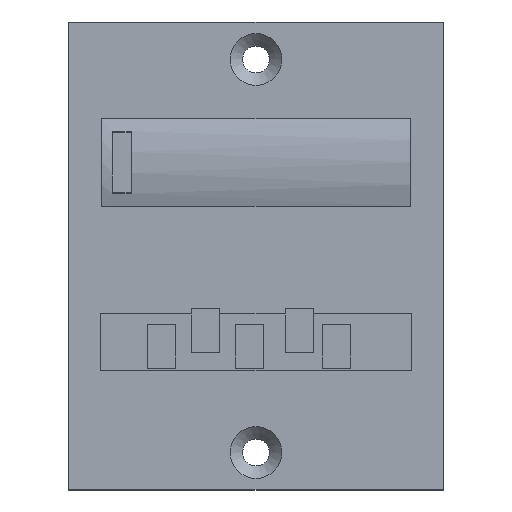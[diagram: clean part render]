
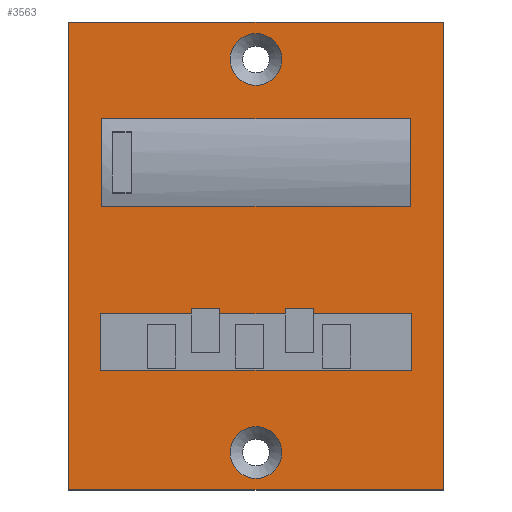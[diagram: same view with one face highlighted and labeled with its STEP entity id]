
A CAD part, top view. The second image highlights one B-rep face of the part: STEP entity #3563.
In plain terms, the highlighted planar face has unit normal (0, 0, 1).
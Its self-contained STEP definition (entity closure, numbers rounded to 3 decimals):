
#48=LINE('',#4633,#342);
#52=LINE('',#4641,#346);
#55=LINE('',#4647,#349);
#57=LINE('',#4650,#351);
#58=LINE('',#4656,#352);
#59=LINE('',#4659,#353);
#60=LINE('',#4661,#354);
#61=LINE('',#4663,#355);
#62=LINE('',#4664,#356);
#63=LINE('',#4667,#357);
#64=LINE('',#4669,#358);
#65=LINE('',#4671,#359);
#342=VECTOR('',#3942,1000.);
#346=VECTOR('',#3948,1000.);
#349=VECTOR('',#3953,1000.);
#351=VECTOR('',#3957,1000.);
#352=VECTOR('',#3964,1000.);
#353=VECTOR('',#3965,1000.);
#354=VECTOR('',#3966,1000.);
#355=VECTOR('',#3967,1000.);
#356=VECTOR('',#3968,1000.);
#357=VECTOR('',#3969,1000.);
#358=VECTOR('',#3970,1000.);
#359=VECTOR('',#3971,1000.);
#658=ORIENTED_EDGE('',*,*,#1334,.T.);
#659=ORIENTED_EDGE('',*,*,#1335,.T.);
#660=ORIENTED_EDGE('',*,*,#1336,.F.);
#661=ORIENTED_EDGE('',*,*,#1337,.T.);
#662=ORIENTED_EDGE('',*,*,#1338,.T.);
#663=ORIENTED_EDGE('',*,*,#1339,.F.);
#664=ORIENTED_EDGE('',*,*,#1340,.F.);
#665=ORIENTED_EDGE('',*,*,#1341,.T.);
#666=ORIENTED_EDGE('',*,*,#1342,.T.);
#667=ORIENTED_EDGE('',*,*,#1343,.F.);
#668=ORIENTED_EDGE('',*,*,#1324,.T.);
#669=ORIENTED_EDGE('',*,*,#1328,.T.);
#670=ORIENTED_EDGE('',*,*,#1331,.T.);
#671=ORIENTED_EDGE('',*,*,#1333,.T.);
#1324=EDGE_CURVE('',#1665,#1664,#48,.T.);
#1328=EDGE_CURVE('',#1664,#1667,#52,.T.);
#1331=EDGE_CURVE('',#1667,#1669,#55,.T.);
#1333=EDGE_CURVE('',#1669,#1665,#57,.T.);
#1334=EDGE_CURVE('',#1670,#1670,#1900,.T.);
#1335=EDGE_CURVE('',#1671,#1671,#1901,.T.);
#1336=EDGE_CURVE('',#1672,#1673,#58,.T.);
#1337=EDGE_CURVE('',#1672,#1674,#59,.T.);
#1338=EDGE_CURVE('',#1674,#1675,#60,.T.);
#1339=EDGE_CURVE('',#1673,#1675,#61,.T.);
#1340=EDGE_CURVE('',#1676,#1677,#62,.T.);
#1341=EDGE_CURVE('',#1676,#1678,#63,.T.);
#1342=EDGE_CURVE('',#1678,#1679,#64,.T.);
#1343=EDGE_CURVE('',#1677,#1679,#65,.T.);
#1664=VERTEX_POINT('',#4632);
#1665=VERTEX_POINT('',#4634);
#1667=VERTEX_POINT('',#4640);
#1669=VERTEX_POINT('',#4646);
#1670=VERTEX_POINT('',#4653);
#1671=VERTEX_POINT('',#4655);
#1672=VERTEX_POINT('',#4657);
#1673=VERTEX_POINT('',#4658);
#1674=VERTEX_POINT('',#4660);
#1675=VERTEX_POINT('',#4662);
#1676=VERTEX_POINT('',#4665);
#1677=VERTEX_POINT('',#4666);
#1678=VERTEX_POINT('',#4668);
#1679=VERTEX_POINT('',#4670);
#1900=CIRCLE('',#3730,4.15);
#1901=CIRCLE('',#3731,4.15);
#1950=EDGE_LOOP('',(#658));
#1951=EDGE_LOOP('',(#659));
#1952=EDGE_LOOP('',(#660,#661,#662,#663));
#1953=EDGE_LOOP('',(#664,#665,#666,#667));
#1954=EDGE_LOOP('',(#668,#669,#670,#671));
#2158=FACE_BOUND('',#1950,.T.);
#2159=FACE_BOUND('',#1951,.T.);
#2160=FACE_BOUND('',#1952,.T.);
#2161=FACE_BOUND('',#1953,.T.);
#2162=FACE_BOUND('',#1954,.T.);
#2362=PLANE('',#3729);
#3563=ADVANCED_FACE('',(#2158,#2159,#2160,#2161,#2162),#2362,.T.);
#3729=AXIS2_PLACEMENT_3D('',#4651,#3958,#3959);
#3730=AXIS2_PLACEMENT_3D('',#4652,#3960,#3961);
#3731=AXIS2_PLACEMENT_3D('',#4654,#3962,#3963);
#3942=DIRECTION('',(-1.,0.,0.));
#3948=DIRECTION('',(0.,-1.,0.));
#3953=DIRECTION('',(1.,0.,0.));
#3957=DIRECTION('',(0.,1.,0.));
#3958=DIRECTION('',(0.,0.,1.));
#3959=DIRECTION('',(1.,0.,0.));
#3960=DIRECTION('',(0.,0.,-1.));
#3961=DIRECTION('',(-1.,0.,0.));
#3962=DIRECTION('',(0.,0.,-1.));
#3963=DIRECTION('',(-1.,0.,0.));
#3964=DIRECTION('',(0.,1.,0.));
#3965=DIRECTION('',(-1.,0.,0.));
#3966=DIRECTION('',(0.,1.,0.));
#3967=DIRECTION('',(-1.,0.,0.));
#3968=DIRECTION('',(0.,1.,0.));
#3969=DIRECTION('',(-1.,0.,0.));
#3970=DIRECTION('',(0.,1.,0.));
#3971=DIRECTION('',(-1.,0.,0.));
#4632=CARTESIAN_POINT('',(-30.,37.5,3.));
#4633=CARTESIAN_POINT('',(30.,37.5,3.));
#4634=CARTESIAN_POINT('',(30.,37.5,3.));
#4640=CARTESIAN_POINT('',(-30.,-37.5,3.));
#4641=CARTESIAN_POINT('',(-30.,37.5,3.));
#4646=CARTESIAN_POINT('',(30.,-37.5,3.));
#4647=CARTESIAN_POINT('',(-30.,-37.5,3.));
#4650=CARTESIAN_POINT('',(30.,-37.5,3.));
#4651=CARTESIAN_POINT('',(0.,0.,3.));
#4652=CARTESIAN_POINT('',(0.,-31.5,3.));
#4653=CARTESIAN_POINT('',(-4.15,-31.5,3.));
#4654=CARTESIAN_POINT('',(0.,31.5,3.));
#4655=CARTESIAN_POINT('',(-4.15,31.5,3.));
#4656=CARTESIAN_POINT('',(24.85,-18.3,3.));
#4657=CARTESIAN_POINT('',(24.85,-18.3,3.));
#4658=CARTESIAN_POINT('',(24.85,-9.3,3.));
#4659=CARTESIAN_POINT('',(24.85,-18.3,3.));
#4660=CARTESIAN_POINT('',(-24.85,-18.3,3.));
#4661=CARTESIAN_POINT('',(-24.85,-18.3,3.));
#4662=CARTESIAN_POINT('',(-24.85,-9.3,3.));
#4663=CARTESIAN_POINT('',(24.85,-9.3,3.));
#4664=CARTESIAN_POINT('',(24.75,8.003,3.));
#4665=CARTESIAN_POINT('',(24.75,8.003,3.));
#4666=CARTESIAN_POINT('',(24.75,21.997,3.));
#4667=CARTESIAN_POINT('',(24.75,8.003,3.));
#4668=CARTESIAN_POINT('',(-24.75,8.003,3.));
#4669=CARTESIAN_POINT('',(-24.75,8.003,3.));
#4670=CARTESIAN_POINT('',(-24.75,21.997,3.));
#4671=CARTESIAN_POINT('',(24.75,21.997,3.));
